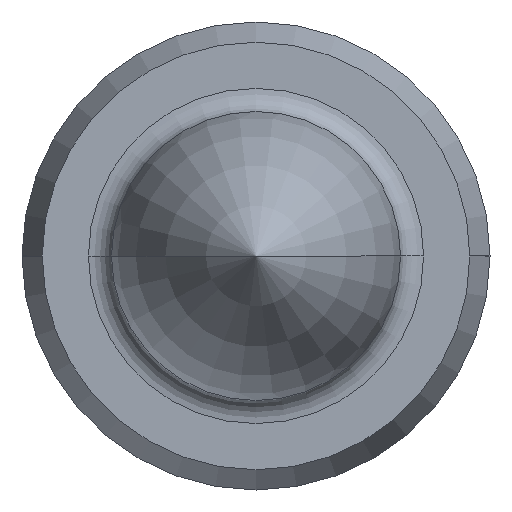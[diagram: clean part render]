
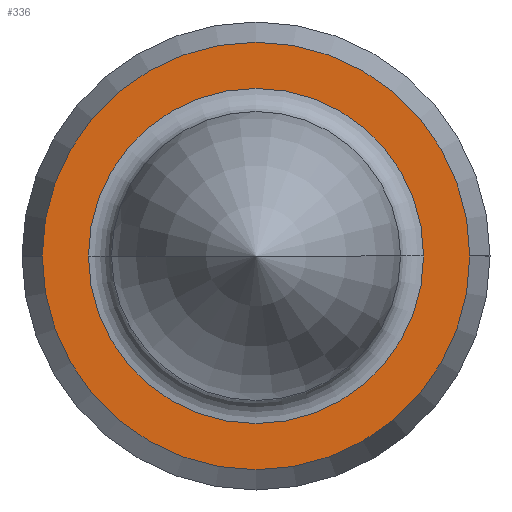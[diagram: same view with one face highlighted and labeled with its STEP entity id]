
A CAD part, left-side view. The second image highlights one B-rep face of the part: STEP entity #336.
In plain terms, the highlighted planar face has unit normal (-1, 0, 0).
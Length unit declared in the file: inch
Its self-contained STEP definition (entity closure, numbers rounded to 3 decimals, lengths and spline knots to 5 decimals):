
#48 = CARTESIAN_POINT ( 'NONE',  ( 0., 0., 0. ) ) ;
#70 = DIRECTION ( 'NONE',  ( 0., -1., 0. ) ) ;
#169 = AXIS2_PLACEMENT_3D ( 'NONE', #1325, #551, #1216 ) ;
#198 = AXIS2_PLACEMENT_3D ( 'NONE', #48, #1379, #605 ) ;
#212 = ORIENTED_EDGE ( 'NONE', *, *, #403, .F. ) ;
#244 = FACE_OUTER_BOUND ( 'NONE', #1144, .T. ) ;
#271 = CARTESIAN_POINT ( 'NONE',  ( 0., 0.0185, 0. ) ) ;
#277 = CIRCLE ( 'NONE', #169, 0.0145 ) ;
#301 = EDGE_CURVE ( 'NONE', #612, #908, #1420, .T. ) ;
#336 = ADVANCED_FACE ( 'NONE', ( #1229, #244 ), #504, .T. ) ;
#339 = DIRECTION ( 'NONE',  ( 1., 0., 0. ) ) ;
#344 = AXIS2_PLACEMENT_3D ( 'NONE', #645, #734, #70 ) ;
#397 = ORIENTED_EDGE ( 'NONE', *, *, #301, .F. ) ;
#403 = EDGE_CURVE ( 'NONE', #908, #612, #904, .T. ) ;
#440 = AXIS2_PLACEMENT_3D ( 'NONE', #1114, #339, #998 ) ;
#476 = CARTESIAN_POINT ( 'NONE',  ( 0., -0.0145, 0. ) ) ;
#489 = CARTESIAN_POINT ( 'NONE',  ( 0., -0.0185, 0. ) ) ;
#504 = PLANE ( 'NONE',  #344 ) ;
#551 = DIRECTION ( 'NONE',  ( 1., 0., 0. ) ) ;
#605 = DIRECTION ( 'NONE',  ( 0., 1., 0. ) ) ;
#612 = VERTEX_POINT ( 'NONE', #489 ) ;
#645 = CARTESIAN_POINT ( 'NONE',  ( 0., 0.0145, 0. ) ) ;
#646 = AXIS2_PLACEMENT_3D ( 'NONE', #907, #1018, #1178 ) ;
#669 = ORIENTED_EDGE ( 'NONE', *, *, #1255, .T. ) ;
#702 = VERTEX_POINT ( 'NONE', #476 ) ;
#734 = DIRECTION ( 'NONE',  ( -1., 0., 0. ) ) ;
#761 = CARTESIAN_POINT ( 'NONE',  ( 0., 0.0145, 0. ) ) ;
#904 = CIRCLE ( 'NONE', #198, 0.0185 ) ;
#907 = CARTESIAN_POINT ( 'NONE',  ( 0., 0., 0. ) ) ;
#908 = VERTEX_POINT ( 'NONE', #271 ) ;
#998 = DIRECTION ( 'NONE',  ( 0., 1., 0. ) ) ;
#1018 = DIRECTION ( 'NONE',  ( 1., 0., 0. ) ) ;
#1030 = VERTEX_POINT ( 'NONE', #761 ) ;
#1114 = CARTESIAN_POINT ( 'NONE',  ( 0., 0., 0. ) ) ;
#1144 = EDGE_LOOP ( 'NONE', ( #212, #397 ) ) ;
#1178 = DIRECTION ( 'NONE',  ( 0., 1., 0. ) ) ;
#1216 = DIRECTION ( 'NONE',  ( 0., 1., 0. ) ) ;
#1229 = FACE_BOUND ( 'NONE', #1236, .T. ) ;
#1236 = EDGE_LOOP ( 'NONE', ( #1353, #669 ) ) ;
#1255 = EDGE_CURVE ( 'NONE', #702, #1030, #1425, .T. ) ;
#1294 = EDGE_CURVE ( 'NONE', #1030, #702, #277, .T. ) ;
#1325 = CARTESIAN_POINT ( 'NONE',  ( 0., 0., 0. ) ) ;
#1353 = ORIENTED_EDGE ( 'NONE', *, *, #1294, .T. ) ;
#1379 = DIRECTION ( 'NONE',  ( 1., 0., 0. ) ) ;
#1420 = CIRCLE ( 'NONE', #646, 0.0185 ) ;
#1425 = CIRCLE ( 'NONE', #440, 0.0145 ) ;
